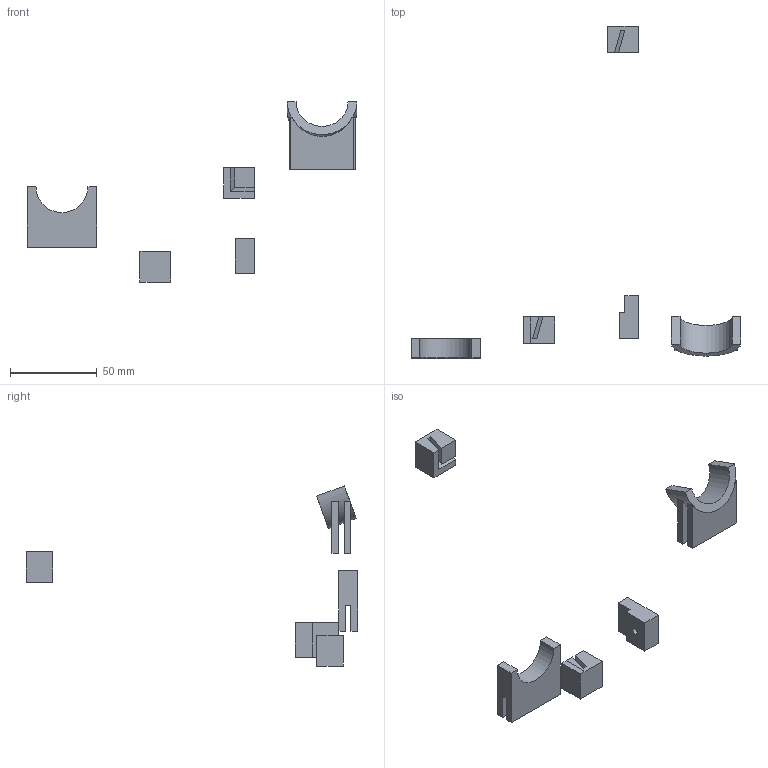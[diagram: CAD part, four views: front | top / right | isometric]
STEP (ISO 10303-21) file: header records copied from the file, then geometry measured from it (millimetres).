
FILE_DESCRIPTION(/* description */ (''),/* implementation_level */ '2;1');
FILE_NAME(/* name */ 'Plexiglass Holders.step',/* time_stamp */ '2020-09-16T21:25:18-07:00',/* author */ (''),/* organization */ (''),/* preprocessor_version */ 'ST-DEVELOPER v18.1',/* originating_system */ 'Autodesk Translation Framework v9.3.0.1241',/* authorisation */ '');
FILE_SCHEMA (('AUTOMOTIVE_DESIGN { 1 0 10303 214 3 1 1 }'));
Length unit declared in the file: millimetre
Products named in the file (1): Plexiglass Holders
Bounding box: 190 x 191.34 x 103.87 mm (x, y, z)
Volume: 33603.7 mm3; surface area: 17487.4 mm2
Topology: 5 solids, 5 shells, 79 faces, 193 edges, 126 vertices
Faces by surface type: plane 71, cylinder 8
Full cylindrical faces by diameter (mm): 3.6 x1, 4.5 x1
Entity records: 2317 total; most frequent: CARTESIAN_POINT 399, ORIENTED_EDGE 386, DIRECTION 385, EDGE_CURVE 193, LINE 161, VECTOR 161, VERTEX_POINT 126, AXIS2_PLACEMENT_3D 112
